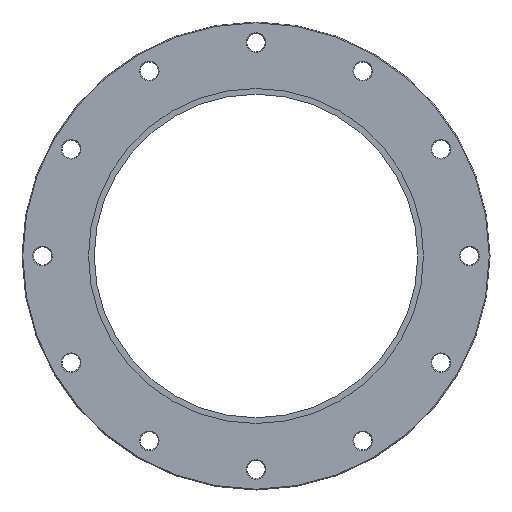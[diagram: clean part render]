
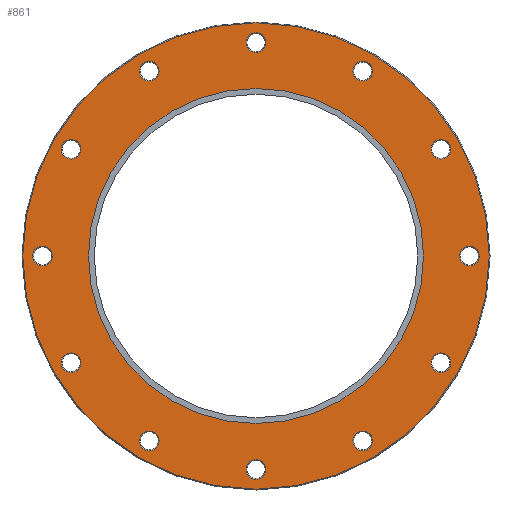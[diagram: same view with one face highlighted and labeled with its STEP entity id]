
A CAD part, left-side view. The second image highlights one B-rep face of the part: STEP entity #861.
In plain terms, the highlighted planar face has unit normal (-1, 0, 0).
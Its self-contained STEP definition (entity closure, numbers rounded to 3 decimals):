
#34=FACE_BOUND('',#117,.T.);
#35=FACE_BOUND('',#118,.T.);
#36=FACE_BOUND('',#119,.T.);
#37=FACE_BOUND('',#120,.T.);
#38=FACE_BOUND('',#121,.T.);
#39=FACE_BOUND('',#122,.T.);
#40=FACE_BOUND('',#123,.T.);
#41=FACE_BOUND('',#124,.T.);
#42=FACE_BOUND('',#125,.T.);
#43=FACE_BOUND('',#126,.T.);
#44=FACE_BOUND('',#127,.T.);
#45=FACE_BOUND('',#128,.T.);
#46=FACE_BOUND('',#129,.T.);
#62=PLANE('',#933);
#67=FACE_OUTER_BOUND('',#116,.T.);
#116=EDGE_LOOP('',(#581));
#117=EDGE_LOOP('',(#582));
#118=EDGE_LOOP('',(#583));
#119=EDGE_LOOP('',(#584));
#120=EDGE_LOOP('',(#585));
#121=EDGE_LOOP('',(#586));
#122=EDGE_LOOP('',(#587));
#123=EDGE_LOOP('',(#588,#589));
#124=EDGE_LOOP('',(#590));
#125=EDGE_LOOP('',(#591));
#126=EDGE_LOOP('',(#592));
#127=EDGE_LOOP('',(#593));
#128=EDGE_LOOP('',(#594));
#129=EDGE_LOOP('',(#595));
#276=CIRCLE('',#930,142.);
#279=CIRCLE('',#934,6.);
#280=CIRCLE('',#935,6.);
#281=CIRCLE('',#936,6.);
#282=CIRCLE('',#937,6.);
#283=CIRCLE('',#938,6.);
#284=CIRCLE('',#939,6.);
#285=CIRCLE('',#940,102.);
#286=CIRCLE('',#941,102.);
#287=CIRCLE('',#942,6.);
#288=CIRCLE('',#943,6.);
#289=CIRCLE('',#944,6.);
#290=CIRCLE('',#945,6.);
#291=CIRCLE('',#946,6.);
#292=CIRCLE('',#947,6.);
#363=VERTEX_POINT('',#1383);
#366=VERTEX_POINT('',#1391);
#367=VERTEX_POINT('',#1393);
#368=VERTEX_POINT('',#1395);
#369=VERTEX_POINT('',#1397);
#370=VERTEX_POINT('',#1399);
#371=VERTEX_POINT('',#1401);
#372=VERTEX_POINT('',#1403);
#373=VERTEX_POINT('',#1404);
#374=VERTEX_POINT('',#1407);
#375=VERTEX_POINT('',#1409);
#376=VERTEX_POINT('',#1411);
#377=VERTEX_POINT('',#1413);
#378=VERTEX_POINT('',#1415);
#379=VERTEX_POINT('',#1417);
#447=EDGE_CURVE('',#363,#363,#276,.T.);
#451=EDGE_CURVE('',#366,#366,#279,.T.);
#452=EDGE_CURVE('',#367,#367,#280,.T.);
#453=EDGE_CURVE('',#368,#368,#281,.T.);
#454=EDGE_CURVE('',#369,#369,#282,.T.);
#455=EDGE_CURVE('',#370,#370,#283,.T.);
#456=EDGE_CURVE('',#371,#371,#284,.T.);
#457=EDGE_CURVE('',#372,#373,#285,.T.);
#458=EDGE_CURVE('',#373,#372,#286,.T.);
#459=EDGE_CURVE('',#374,#374,#287,.T.);
#460=EDGE_CURVE('',#375,#375,#288,.T.);
#461=EDGE_CURVE('',#376,#376,#289,.T.);
#462=EDGE_CURVE('',#377,#377,#290,.T.);
#463=EDGE_CURVE('',#378,#378,#291,.T.);
#464=EDGE_CURVE('',#379,#379,#292,.T.);
#581=ORIENTED_EDGE('',*,*,#447,.F.);
#582=ORIENTED_EDGE('',*,*,#451,.F.);
#583=ORIENTED_EDGE('',*,*,#452,.F.);
#584=ORIENTED_EDGE('',*,*,#453,.F.);
#585=ORIENTED_EDGE('',*,*,#454,.F.);
#586=ORIENTED_EDGE('',*,*,#455,.F.);
#587=ORIENTED_EDGE('',*,*,#456,.F.);
#588=ORIENTED_EDGE('',*,*,#457,.F.);
#589=ORIENTED_EDGE('',*,*,#458,.F.);
#590=ORIENTED_EDGE('',*,*,#459,.F.);
#591=ORIENTED_EDGE('',*,*,#460,.F.);
#592=ORIENTED_EDGE('',*,*,#461,.F.);
#593=ORIENTED_EDGE('',*,*,#462,.F.);
#594=ORIENTED_EDGE('',*,*,#463,.F.);
#595=ORIENTED_EDGE('',*,*,#464,.F.);
#861=ADVANCED_FACE('',(#67,#34,#35,#36,#37,#38,#39,#40,#41,#42,#43,#44,
#45,#46),#62,.T.);
#930=AXIS2_PLACEMENT_3D('',#1384,#1069,#1070);
#933=AXIS2_PLACEMENT_3D('',#1390,#1076,#1077);
#934=AXIS2_PLACEMENT_3D('',#1392,#1078,#1079);
#935=AXIS2_PLACEMENT_3D('',#1394,#1080,#1081);
#936=AXIS2_PLACEMENT_3D('',#1396,#1082,#1083);
#937=AXIS2_PLACEMENT_3D('',#1398,#1084,#1085);
#938=AXIS2_PLACEMENT_3D('',#1400,#1086,#1087);
#939=AXIS2_PLACEMENT_3D('',#1402,#1088,#1089);
#940=AXIS2_PLACEMENT_3D('',#1405,#1090,#1091);
#941=AXIS2_PLACEMENT_3D('',#1406,#1092,#1093);
#942=AXIS2_PLACEMENT_3D('',#1408,#1094,#1095);
#943=AXIS2_PLACEMENT_3D('',#1410,#1096,#1097);
#944=AXIS2_PLACEMENT_3D('',#1412,#1098,#1099);
#945=AXIS2_PLACEMENT_3D('',#1414,#1100,#1101);
#946=AXIS2_PLACEMENT_3D('',#1416,#1102,#1103);
#947=AXIS2_PLACEMENT_3D('',#1418,#1104,#1105);
#1069=DIRECTION('center_axis',(1.,0.,0.));
#1070=DIRECTION('ref_axis',(0.,0.,-1.));
#1076=DIRECTION('center_axis',(-1.,0.,0.));
#1077=DIRECTION('ref_axis',(0.,0.,1.));
#1078=DIRECTION('center_axis',(-1.,0.,0.));
#1079=DIRECTION('ref_axis',(0.,0.5,-0.866));
#1080=DIRECTION('center_axis',(-1.,0.,0.));
#1081=DIRECTION('ref_axis',(0.,1.,0.));
#1082=DIRECTION('center_axis',(-1.,0.,0.));
#1083=DIRECTION('ref_axis',(0.,0.5,0.866));
#1084=DIRECTION('center_axis',(-1.,0.,0.));
#1085=DIRECTION('ref_axis',(0.,-0.5,0.866));
#1086=DIRECTION('center_axis',(-1.,0.,0.));
#1087=DIRECTION('ref_axis',(0.,-1.,0.));
#1088=DIRECTION('center_axis',(-1.,0.,0.));
#1089=DIRECTION('ref_axis',(0.,-0.5,-0.866));
#1090=DIRECTION('center_axis',(-1.,0.,0.));
#1091=DIRECTION('ref_axis',(0.,0.,1.));
#1092=DIRECTION('center_axis',(-1.,0.,0.));
#1093=DIRECTION('ref_axis',(0.,0.,1.));
#1094=DIRECTION('center_axis',(-1.,0.,0.));
#1095=DIRECTION('ref_axis',(0.,0.,-1.));
#1096=DIRECTION('center_axis',(-1.,0.,0.));
#1097=DIRECTION('ref_axis',(0.,-0.866,-0.5));
#1098=DIRECTION('center_axis',(-1.,0.,0.));
#1099=DIRECTION('ref_axis',(0.,-0.866,0.5));
#1100=DIRECTION('center_axis',(-1.,0.,0.));
#1101=DIRECTION('ref_axis',(0.,0.,1.));
#1102=DIRECTION('center_axis',(-1.,0.,0.));
#1103=DIRECTION('ref_axis',(0.,0.866,0.5));
#1104=DIRECTION('center_axis',(-1.,0.,0.));
#1105=DIRECTION('ref_axis',(0.,0.866,-0.5));
#1383=CARTESIAN_POINT('',(-14.,0.,142.));
#1384=CARTESIAN_POINT('Origin',(-14.,0.,0.));
#1390=CARTESIAN_POINT('Origin',(-14.,0.,102.));
#1391=CARTESIAN_POINT('',(-14.,109.583,70.196));
#1392=CARTESIAN_POINT('Origin',(-14.,112.583,65.));
#1393=CARTESIAN_POINT('',(-14.,-6.,130.));
#1394=CARTESIAN_POINT('Origin',(-14.,0.,130.));
#1395=CARTESIAN_POINT('',(-14.,-115.583,59.804));
#1396=CARTESIAN_POINT('Origin',(-14.,-112.583,65.));
#1397=CARTESIAN_POINT('',(-14.,-109.583,-70.196));
#1398=CARTESIAN_POINT('Origin',(-14.,-112.583,-65.));
#1399=CARTESIAN_POINT('',(-14.,6.,-130.));
#1400=CARTESIAN_POINT('Origin',(-14.,0.,-130.));
#1401=CARTESIAN_POINT('',(-14.,115.583,-59.804));
#1402=CARTESIAN_POINT('Origin',(-14.,112.583,-65.));
#1403=CARTESIAN_POINT('',(-14.,0.,102.));
#1404=CARTESIAN_POINT('',(-14.,0.,-102.));
#1405=CARTESIAN_POINT('Origin',(-14.,0.,0.));
#1406=CARTESIAN_POINT('Origin',(-14.,0.,0.));
#1407=CARTESIAN_POINT('',(-14.,130.,6.));
#1408=CARTESIAN_POINT('Origin',(-14.,130.,0.));
#1409=CARTESIAN_POINT('',(-14.,70.196,-109.583));
#1410=CARTESIAN_POINT('Origin',(-14.,65.,-112.583));
#1411=CARTESIAN_POINT('',(-14.,-59.804,-115.583));
#1412=CARTESIAN_POINT('Origin',(-14.,-65.,-112.583));
#1413=CARTESIAN_POINT('',(-14.,-130.,-6.));
#1414=CARTESIAN_POINT('Origin',(-14.,-130.,0.));
#1415=CARTESIAN_POINT('',(-14.,-70.196,109.583));
#1416=CARTESIAN_POINT('Origin',(-14.,-65.,112.583));
#1417=CARTESIAN_POINT('',(-14.,59.804,115.583));
#1418=CARTESIAN_POINT('Origin',(-14.,65.,112.583));
